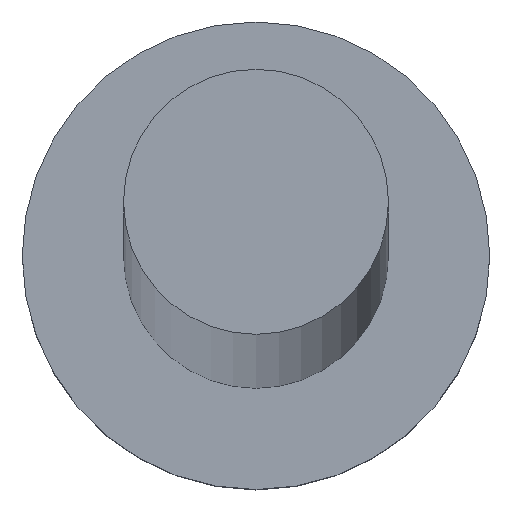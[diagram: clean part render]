
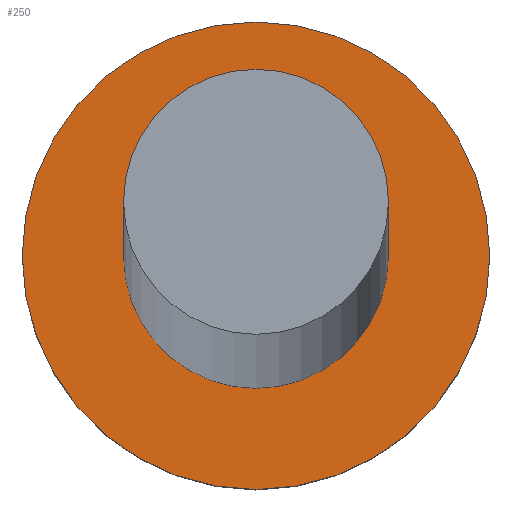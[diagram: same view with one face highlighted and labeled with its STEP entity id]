
A CAD part, top view. The second image highlights one B-rep face of the part: STEP entity #250.
In plain terms, the highlighted planar face has unit normal (0, 0, 1).
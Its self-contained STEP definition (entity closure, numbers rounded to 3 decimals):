
#3 = AXIS2_PLACEMENT_3D ( 'NONE', #37, #103, #71 ) ;
#15 = DIRECTION ( 'NONE',  ( 1., 0., 0. ) ) ;
#17 = CARTESIAN_POINT ( 'NONE',  ( 1.5, 0., 1.5 ) ) ;
#22 = CIRCLE ( 'NONE', #113, 1.5 ) ;
#34 = FACE_BOUND ( 'NONE', #193, .T. ) ;
#37 = CARTESIAN_POINT ( 'NONE',  ( 0., 0., 1.5 ) ) ;
#41 = DIRECTION ( 'NONE',  ( 0., 0., 1. ) ) ;
#45 = VERTEX_POINT ( 'NONE', #93 ) ;
#52 = CARTESIAN_POINT ( 'NONE',  ( 0., 0., 1.5 ) ) ;
#57 = CARTESIAN_POINT ( 'NONE',  ( -0.85, 0., 1.5 ) ) ;
#61 = DIRECTION ( 'NONE',  ( 1., 0., 0. ) ) ;
#69 = AXIS2_PLACEMENT_3D ( 'NONE', #86, #83, #162 ) ;
#71 = DIRECTION ( 'NONE',  ( 1., 0., 0. ) ) ;
#73 = CARTESIAN_POINT ( 'NONE',  ( 0., 0., 1.5 ) ) ;
#83 = DIRECTION ( 'NONE',  ( 0., 0., 1. ) ) ;
#84 = DIRECTION ( 'NONE',  ( 1., 0., 0. ) ) ;
#86 = CARTESIAN_POINT ( 'NONE',  ( 0., 0., 1.5 ) ) ;
#90 = ORIENTED_EDGE ( 'NONE', *, *, #143, .T. ) ;
#93 = CARTESIAN_POINT ( 'NONE',  ( 0.85, 0., 1.5 ) ) ;
#101 = DIRECTION ( 'NONE',  ( 0., 0., 1. ) ) ;
#102 = PLANE ( 'NONE',  #137 ) ;
#103 = DIRECTION ( 'NONE',  ( 0., 0., 1. ) ) ;
#108 = EDGE_LOOP ( 'NONE', ( #90, #134 ) ) ;
#109 = EDGE_CURVE ( 'NONE', #176, #115, #22, .T. ) ;
#113 = AXIS2_PLACEMENT_3D ( 'NONE', #73, #41, #61 ) ;
#115 = VERTEX_POINT ( 'NONE', #128 ) ;
#123 = CIRCLE ( 'NONE', #69, 0.85 ) ;
#128 = CARTESIAN_POINT ( 'NONE',  ( -1.5, 0., 1.5 ) ) ;
#134 = ORIENTED_EDGE ( 'NONE', *, *, #109, .T. ) ;
#137 = AXIS2_PLACEMENT_3D ( 'NONE', #186, #101, #84 ) ;
#138 = ORIENTED_EDGE ( 'NONE', *, *, #185, .F. ) ;
#143 = EDGE_CURVE ( 'NONE', #115, #176, #164, .T. ) ;
#146 = CIRCLE ( 'NONE', #3, 0.85 ) ;
#155 = EDGE_CURVE ( 'NONE', #45, #161, #146, .T. ) ;
#161 = VERTEX_POINT ( 'NONE', #57 ) ;
#162 = DIRECTION ( 'NONE',  ( 1., 0., 0. ) ) ;
#164 = CIRCLE ( 'NONE', #234, 1.5 ) ;
#172 = ORIENTED_EDGE ( 'NONE', *, *, #155, .F. ) ;
#176 = VERTEX_POINT ( 'NONE', #17 ) ;
#183 = DIRECTION ( 'NONE',  ( 0., 0., 1. ) ) ;
#185 = EDGE_CURVE ( 'NONE', #161, #45, #123, .T. ) ;
#186 = CARTESIAN_POINT ( 'NONE',  ( 0., 0., 1.5 ) ) ;
#193 = EDGE_LOOP ( 'NONE', ( #138, #172 ) ) ;
#228 = FACE_OUTER_BOUND ( 'NONE', #108, .T. ) ;
#234 = AXIS2_PLACEMENT_3D ( 'NONE', #52, #183, #15 ) ;
#250 = ADVANCED_FACE ( 'NONE', ( #34, #228 ), #102, .T. ) ;
